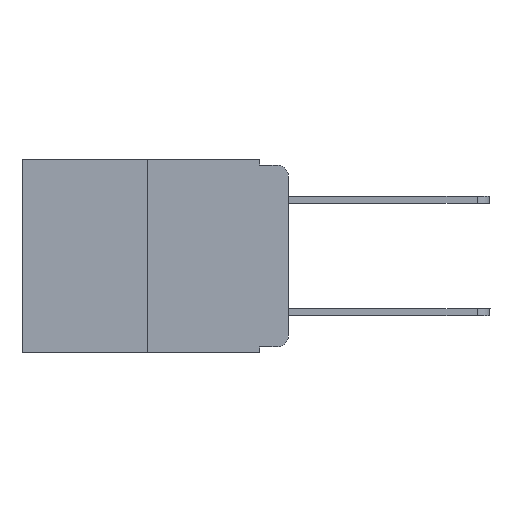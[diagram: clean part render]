
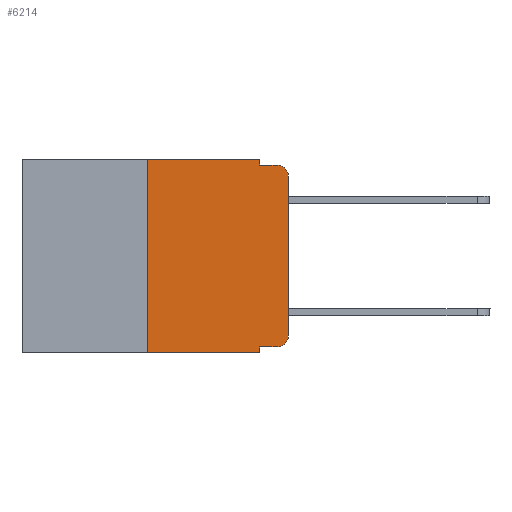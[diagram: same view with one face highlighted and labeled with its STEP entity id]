
A CAD part, left-side view. The second image highlights one B-rep face of the part: STEP entity #6214.
In plain terms, the highlighted planar face has unit normal (-1, 0, 0).
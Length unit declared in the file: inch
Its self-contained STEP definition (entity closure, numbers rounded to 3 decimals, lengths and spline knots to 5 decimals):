
#213 = AXIS2_PLACEMENT_3D ( 'NONE', #4704, #535, #9932 ) ;
#228 = EDGE_CURVE ( 'NONE', #12768, #3077, #10183, .T. ) ;
#535 = DIRECTION ( 'NONE',  ( -1., 0., 0. ) ) ;
#703 = EDGE_CURVE ( 'NONE', #2054, #4360, #4459, .T. ) ;
#1053 = EDGE_CURVE ( 'NONE', #4087, #7032, #4130, .T. ) ;
#1120 = CARTESIAN_POINT ( 'NONE',  ( 0., 0.051, -0.333 ) ) ;
#1249 = CARTESIAN_POINT ( 'NONE',  ( 0., 0.02, -0.333 ) ) ;
#1422 = CARTESIAN_POINT ( 'NONE',  ( 0., 0.473, 0. ) ) ;
#1522 = AXIS2_PLACEMENT_3D ( 'NONE', #1422, #8705, #10825 ) ;
#1545 = FACE_OUTER_BOUND ( 'NONE', #1582, .T. ) ;
#1582 = EDGE_LOOP ( 'NONE', ( #12778, #9410, #7321, #2333, #8846, #6360, #2822, #7825, #6490, #6530 ) ) ;
#1793 = VERTEX_POINT ( 'NONE', #10430 ) ;
#1876 = VECTOR ( 'NONE', #10357, 39.37008 ) ;
#1953 = LINE ( 'NONE', #2623, #6195 ) ;
#2026 = CARTESIAN_POINT ( 'NONE',  ( 0., 0.051, 0. ) ) ;
#2054 = VERTEX_POINT ( 'NONE', #5520 ) ;
#2333 = ORIENTED_EDGE ( 'NONE', *, *, #11086, .F. ) ;
#2623 = CARTESIAN_POINT ( 'NONE',  ( 0., 0.051, 0. ) ) ;
#2822 = ORIENTED_EDGE ( 'NONE', *, *, #703, .T. ) ;
#2836 = CARTESIAN_POINT ( 'NONE',  ( 0., 0.051, -0.333 ) ) ;
#2866 = CARTESIAN_POINT ( 'NONE',  ( 0., 0.02, -0.313 ) ) ;
#2968 = AXIS2_PLACEMENT_3D ( 'NONE', #2866, #9163, #10008 ) ;
#3077 = VERTEX_POINT ( 'NONE', #1249 ) ;
#3083 = LINE ( 'NONE', #5794, #7489 ) ;
#3097 = VERTEX_POINT ( 'NONE', #5444 ) ;
#3279 = CARTESIAN_POINT ( 'NONE',  ( 0., 0.473, -0.343 ) ) ;
#3825 = CARTESIAN_POINT ( 'NONE',  ( 0., 0., -0.03 ) ) ;
#4087 = VERTEX_POINT ( 'NONE', #4609 ) ;
#4130 = LINE ( 'NONE', #6115, #6429 ) ;
#4149 = EDGE_CURVE ( 'NONE', #1793, #5481, #3083, .T. ) ;
#4202 = DIRECTION ( 'NONE',  ( 0., 0., 1. ) ) ;
#4310 = CARTESIAN_POINT ( 'NONE',  ( 0., 0.051, 0. ) ) ;
#4360 = VERTEX_POINT ( 'NONE', #10400 ) ;
#4459 = LINE ( 'NONE', #3279, #11165 ) ;
#4503 = LINE ( 'NONE', #9796, #6493 ) ;
#4609 = CARTESIAN_POINT ( 'NONE',  ( 0., 0.051, -0.01 ) ) ;
#4704 = CARTESIAN_POINT ( 'NONE',  ( 0., 0.02, -0.03 ) ) ;
#4739 = DIRECTION ( 'NONE',  ( 0., -1., 0. ) ) ;
#4794 = VERTEX_POINT ( 'NONE', #3825 ) ;
#4818 = CIRCLE ( 'NONE', #2968, 0.02 ) ;
#5053 = DIRECTION ( 'NONE',  ( 0., -1., 0. ) ) ;
#5199 = DIRECTION ( 'NONE',  ( 0., -1., 0. ) ) ;
#5444 = CARTESIAN_POINT ( 'NONE',  ( 0., 0., -0.313 ) ) ;
#5481 = VERTEX_POINT ( 'NONE', #4310 ) ;
#5520 = CARTESIAN_POINT ( 'NONE',  ( 0., 0.25, -0.343 ) ) ;
#5794 = CARTESIAN_POINT ( 'NONE',  ( 0., 0.473, 0. ) ) ;
#6115 = CARTESIAN_POINT ( 'NONE',  ( 0., 0.051, -0.01 ) ) ;
#6195 = VECTOR ( 'NONE', #6828, 39.37008 ) ;
#6214 = ADVANCED_FACE ( 'NONE', ( #1545 ), #7630, .F. ) ;
#6313 = LINE ( 'NONE', #12614, #13357 ) ;
#6360 = ORIENTED_EDGE ( 'NONE', *, *, #10143, .F. ) ;
#6429 = VECTOR ( 'NONE', #5053, 39.37008 ) ;
#6490 = ORIENTED_EDGE ( 'NONE', *, *, #228, .T. ) ;
#6493 = VECTOR ( 'NONE', #6675, 39.37008 ) ;
#6530 = ORIENTED_EDGE ( 'NONE', *, *, #10482, .T. ) ;
#6616 = VECTOR ( 'NONE', #5199, 39.37008 ) ;
#6675 = DIRECTION ( 'NONE',  ( 0., 0., 1. ) ) ;
#6828 = DIRECTION ( 'NONE',  ( 0., 0., -1. ) ) ;
#6936 = CARTESIAN_POINT ( 'NONE',  ( 0., 0.02, -0.01 ) ) ;
#7032 = VERTEX_POINT ( 'NONE', #6936 ) ;
#7321 = ORIENTED_EDGE ( 'NONE', *, *, #1053, .F. ) ;
#7489 = VECTOR ( 'NONE', #13115, 39.37008 ) ;
#7630 = PLANE ( 'NONE',  #1522 ) ;
#7825 = ORIENTED_EDGE ( 'NONE', *, *, #13312, .F. ) ;
#8234 = LINE ( 'NONE', #2026, #1876 ) ;
#8705 = DIRECTION ( 'NONE',  ( 1., 0., 0. ) ) ;
#8846 = ORIENTED_EDGE ( 'NONE', *, *, #4149, .F. ) ;
#9163 = DIRECTION ( 'NONE',  ( -1., 0., 0. ) ) ;
#9406 = EDGE_CURVE ( 'NONE', #3097, #4794, #4503, .T. ) ;
#9410 = ORIENTED_EDGE ( 'NONE', *, *, #9779, .T. ) ;
#9779 = EDGE_CURVE ( 'NONE', #4794, #7032, #11100, .T. ) ;
#9796 = CARTESIAN_POINT ( 'NONE',  ( 0., 0., 0. ) ) ;
#9932 = DIRECTION ( 'NONE',  ( 0., 0., -1. ) ) ;
#10008 = DIRECTION ( 'NONE',  ( 0., 0., -1. ) ) ;
#10143 = EDGE_CURVE ( 'NONE', #2054, #1793, #6313, .T. ) ;
#10183 = LINE ( 'NONE', #2836, #6616 ) ;
#10357 = DIRECTION ( 'NONE',  ( 0., 0., -1. ) ) ;
#10400 = CARTESIAN_POINT ( 'NONE',  ( 0., 0.051, -0.343 ) ) ;
#10430 = CARTESIAN_POINT ( 'NONE',  ( 0., 0.25, 0. ) ) ;
#10482 = EDGE_CURVE ( 'NONE', #3077, #3097, #4818, .T. ) ;
#10825 = DIRECTION ( 'NONE',  ( 0., 0., -1. ) ) ;
#11086 = EDGE_CURVE ( 'NONE', #5481, #4087, #8234, .T. ) ;
#11100 = CIRCLE ( 'NONE', #213, 0.02 ) ;
#11165 = VECTOR ( 'NONE', #4739, 39.37008 ) ;
#12614 = CARTESIAN_POINT ( 'NONE',  ( 0., 0.25, 0. ) ) ;
#12768 = VERTEX_POINT ( 'NONE', #1120 ) ;
#12778 = ORIENTED_EDGE ( 'NONE', *, *, #9406, .T. ) ;
#13115 = DIRECTION ( 'NONE',  ( 0., -1., 0. ) ) ;
#13312 = EDGE_CURVE ( 'NONE', #12768, #4360, #1953, .T. ) ;
#13357 = VECTOR ( 'NONE', #4202, 39.37008 ) ;
